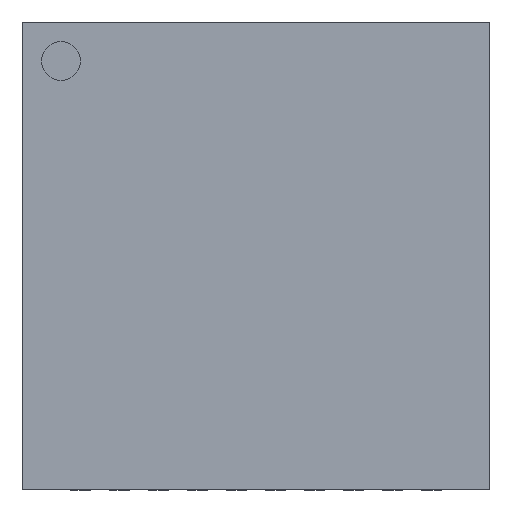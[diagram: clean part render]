
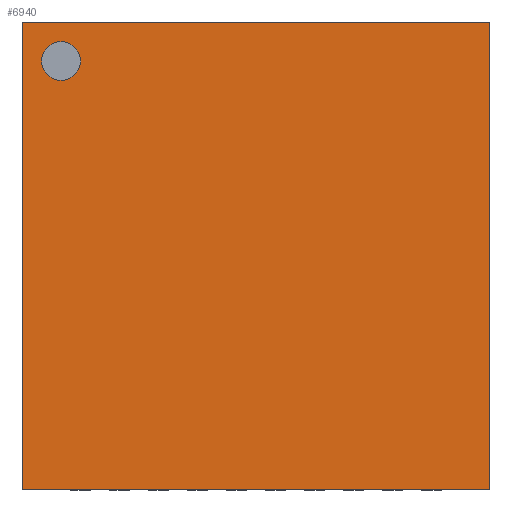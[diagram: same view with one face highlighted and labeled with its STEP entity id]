
A CAD part, top view. The second image highlights one B-rep face of the part: STEP entity #6940.
In plain terms, the highlighted planar face has unit normal (0, 0, 1).
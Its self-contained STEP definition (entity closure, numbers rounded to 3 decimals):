
#102=FACE_BOUND('',#1019,.T.);
#229=PLANE('',#7479);
#603=FACE_OUTER_BOUND('',#1018,.T.);
#1018=EDGE_LOOP('',(#5703,#5704,#5705,#5706));
#1019=EDGE_LOOP('',(#5707));
#1671=LINE('',#10764,#2495);
#1673=LINE('',#10768,#2497);
#1675=LINE('',#10772,#2499);
#1677=LINE('',#10775,#2501);
#2495=VECTOR('',#8705,6.);
#2497=VECTOR('',#8709,6.);
#2499=VECTOR('',#8713,6.);
#2501=VECTOR('',#8717,6.);
#2995=CIRCLE('',#7473,0.25);
#3401=VERTEX_POINT('',#10757);
#3402=VERTEX_POINT('',#10761);
#3403=VERTEX_POINT('',#10763);
#3404=VERTEX_POINT('',#10767);
#3405=VERTEX_POINT('',#10771);
#4219=EDGE_CURVE('',#3401,#3401,#2995,.T.);
#4221=EDGE_CURVE('',#3403,#3402,#1671,.T.);
#4223=EDGE_CURVE('',#3404,#3403,#1673,.T.);
#4225=EDGE_CURVE('',#3405,#3404,#1675,.T.);
#4227=EDGE_CURVE('',#3402,#3405,#1677,.T.);
#5703=ORIENTED_EDGE('',*,*,#4227,.T.);
#5704=ORIENTED_EDGE('',*,*,#4225,.T.);
#5705=ORIENTED_EDGE('',*,*,#4223,.T.);
#5706=ORIENTED_EDGE('',*,*,#4221,.T.);
#5707=ORIENTED_EDGE('',*,*,#4219,.T.);
#6940=ADVANCED_FACE('',(#603,#102),#229,.T.);
#7473=AXIS2_PLACEMENT_3D('',#10758,#8698,#8699);
#7479=AXIS2_PLACEMENT_3D('',#10776,#8718,#8719);
#8698=DIRECTION('center_axis',(0.,0.,-1.));
#8699=DIRECTION('ref_axis',(1.,0.,0.));
#8705=DIRECTION('',(0.,1.,0.));
#8709=DIRECTION('',(1.,0.,0.));
#8713=DIRECTION('',(0.,-1.,0.));
#8717=DIRECTION('',(-1.,0.,0.));
#8718=DIRECTION('center_axis',(0.,0.,1.));
#8719=DIRECTION('ref_axis',(1.,0.,0.));
#10757=CARTESIAN_POINT('',(-2.25,2.5,1.));
#10758=CARTESIAN_POINT('Origin',(-2.5,2.5,1.));
#10761=CARTESIAN_POINT('',(3.,3.,1.));
#10763=CARTESIAN_POINT('',(3.,-3.,1.));
#10764=CARTESIAN_POINT('',(3.,3.,1.));
#10767=CARTESIAN_POINT('',(-3.,-3.,1.));
#10768=CARTESIAN_POINT('',(3.,-3.,1.));
#10771=CARTESIAN_POINT('',(-3.,3.,1.));
#10772=CARTESIAN_POINT('',(-3.,-3.,1.));
#10775=CARTESIAN_POINT('',(-3.,3.,1.));
#10776=CARTESIAN_POINT('Origin',(0.,0.,1.));
